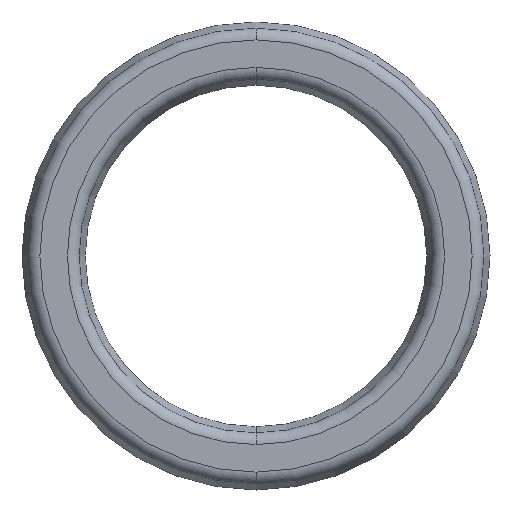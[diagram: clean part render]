
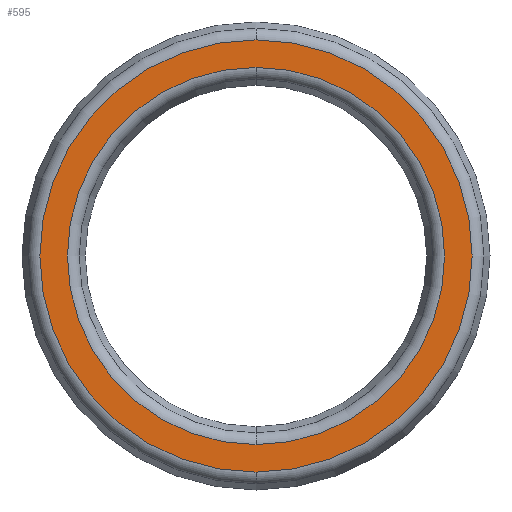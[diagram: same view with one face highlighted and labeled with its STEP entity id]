
A CAD part, front view. The second image highlights one B-rep face of the part: STEP entity #595.
In plain terms, the highlighted planar face has unit normal (0, -1, 0).
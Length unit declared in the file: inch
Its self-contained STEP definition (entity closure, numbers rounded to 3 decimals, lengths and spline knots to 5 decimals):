
#6 = ORIENTED_EDGE ( 'NONE', *, *, #478, .T. ) ;
#13 = ORIENTED_EDGE ( 'NONE', *, *, #403, .T. ) ;
#17 = AXIS2_PLACEMENT_3D ( 'NONE', #602, #598, #597 ) ;
#48 = FACE_BOUND ( 'NONE', #405, .T. ) ;
#63 = VERTEX_POINT ( 'NONE', #350 ) ;
#71 = VERTEX_POINT ( 'NONE', #153 ) ;
#80 = DIRECTION ( 'NONE',  ( 0., -1., 0. ) ) ;
#87 = FACE_OUTER_BOUND ( 'NONE', #582, .T. ) ;
#125 = DIRECTION ( 'NONE',  ( 0., 1., 0. ) ) ;
#153 = CARTESIAN_POINT ( 'NONE',  ( 1., -0.25, -0.93199 ) ) ;
#202 = DIRECTION ( 'NONE',  ( 0., 0., -1. ) ) ;
#212 = CARTESIAN_POINT ( 'NONE',  ( 1., -0.25, -1.06801 ) ) ;
#246 = EDGE_CURVE ( 'NONE', #261, #552, #498, .T. ) ;
#261 = VERTEX_POINT ( 'NONE', #212 ) ;
#262 = DIRECTION ( 'NONE',  ( 0., -1., 0. ) ) ;
#266 = AXIS2_PLACEMENT_3D ( 'NONE', #455, #80, #283 ) ;
#283 = DIRECTION ( 'NONE',  ( 0., 0., -1. ) ) ;
#288 = CARTESIAN_POINT ( 'NONE',  ( 1., -0.25, 1.06801 ) ) ;
#289 = ORIENTED_EDGE ( 'NONE', *, *, #246, .T. ) ;
#321 = CIRCLE ( 'NONE', #266, 1.06801 ) ;
#348 = CARTESIAN_POINT ( 'NONE',  ( -0.10938, -0.25, 0. ) ) ;
#350 = CARTESIAN_POINT ( 'NONE',  ( 1., -0.25, 0.93199 ) ) ;
#355 = DIRECTION ( 'NONE',  ( 0., -1., 0. ) ) ;
#369 = DIRECTION ( 'NONE',  ( 0., 0., -1. ) ) ;
#403 = EDGE_CURVE ( 'NONE', #63, #71, #493, .T. ) ;
#405 = EDGE_LOOP ( 'NONE', ( #6, #13 ) ) ;
#438 = AXIS2_PLACEMENT_3D ( 'NONE', #590, #125, #486 ) ;
#451 = PLANE ( 'NONE',  #592 ) ;
#455 = CARTESIAN_POINT ( 'NONE',  ( 1., -0.25, 0. ) ) ;
#472 = CARTESIAN_POINT ( 'NONE',  ( 1., -0.25, 0. ) ) ;
#478 = EDGE_CURVE ( 'NONE', #71, #63, #593, .T. ) ;
#486 = DIRECTION ( 'NONE',  ( 0., 0., -1. ) ) ;
#493 = CIRCLE ( 'NONE', #438, 0.93199 ) ;
#496 = EDGE_CURVE ( 'NONE', #552, #261, #321, .T. ) ;
#498 = CIRCLE ( 'NONE', #657, 1.06801 ) ;
#552 = VERTEX_POINT ( 'NONE', #288 ) ;
#582 = EDGE_LOOP ( 'NONE', ( #289, #622 ) ) ;
#590 = CARTESIAN_POINT ( 'NONE',  ( 1., -0.25, 0. ) ) ;
#592 = AXIS2_PLACEMENT_3D ( 'NONE', #348, #355, #202 ) ;
#593 = CIRCLE ( 'NONE', #17, 0.93199 ) ;
#595 = ADVANCED_FACE ( 'NONE', ( #87, #48 ), #451, .T. ) ;
#597 = DIRECTION ( 'NONE',  ( 0., 0., -1. ) ) ;
#598 = DIRECTION ( 'NONE',  ( 0., 1., 0. ) ) ;
#602 = CARTESIAN_POINT ( 'NONE',  ( 1., -0.25, 0. ) ) ;
#622 = ORIENTED_EDGE ( 'NONE', *, *, #496, .T. ) ;
#657 = AXIS2_PLACEMENT_3D ( 'NONE', #472, #262, #369 ) ;
